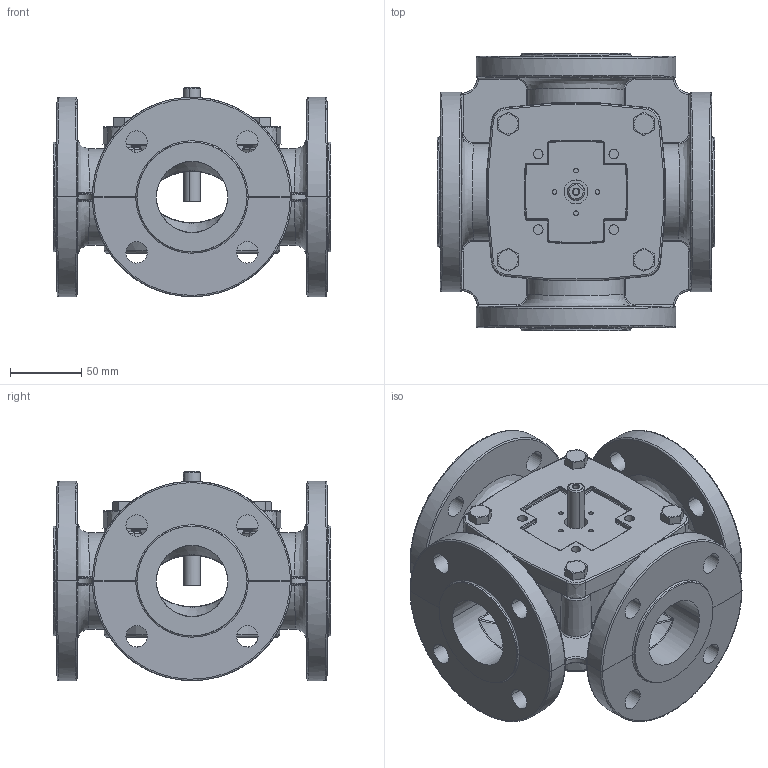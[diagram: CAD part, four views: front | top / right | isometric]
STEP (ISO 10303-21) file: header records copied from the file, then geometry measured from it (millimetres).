
FILE_DESCRIPTION(('CATIA V5 STEP'),'2;1');
FILE_NAME('4F50.stp','2013-02-20T10:44:04+00:00',('none'),('none'),'CATIA Version 5 Release 20 SP 6 (IN-10)','CATIA V5 STEP AP203','none');
FILE_SCHEMA(('CONFIG_CONTROL_DESIGN'));
Products named in the file (1): 4F50
Assembly tree (7 placements, depth 2):
  4F50
    #58
    #32468
    #46864  x4
    #47473
Bounding box: 195 x 195 x 146.99 mm (x, y, z)
Volume: 1408019.1 mm3; surface area: 304372.4 mm2
Topology: 7 solids, 7 shells, 1006 faces, 2406 edges, 1382 vertices
Faces by surface type: cylinder 312, bspline 286, plane 162, torus 149, cone 61, sphere 32, revolution 4
Entity records: 47825 total; most frequent: CARTESIAN_POINT 29731, ORIENTED_EDGE 4442, DIRECTION 2243, EDGE_CURVE 2221, VERTEX_POINT 1304, AXIS2_PLACEMENT_3D 1191, B_SPLINE_CURVE_WITH_KNOTS 1102, EDGE_LOOP 1029
